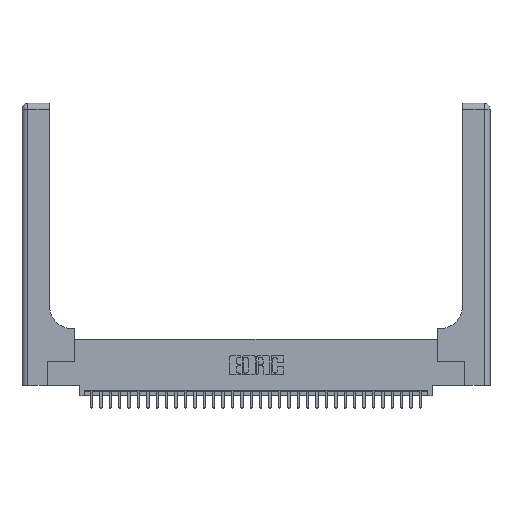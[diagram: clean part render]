
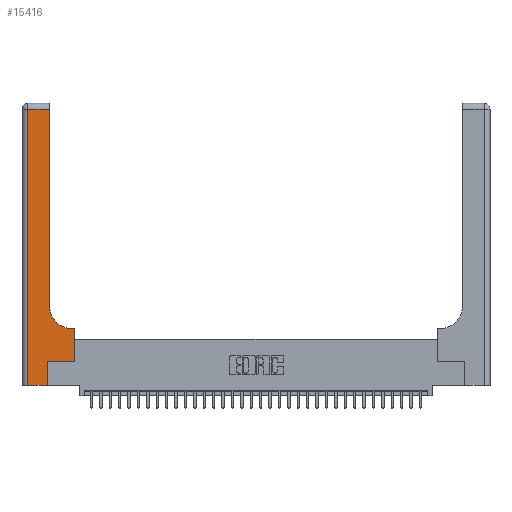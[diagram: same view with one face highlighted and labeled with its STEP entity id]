
A CAD part, top view. The second image highlights one B-rep face of the part: STEP entity #15416.
In plain terms, the highlighted planar face has unit normal (0, 0, 1).
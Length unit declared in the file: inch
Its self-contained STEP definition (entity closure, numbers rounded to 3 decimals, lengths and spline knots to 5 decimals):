
#542 = EDGE_LOOP ( 'NONE', ( #21075, #19358, #16559, #6332, #4135, #18823, #27908, #24131, #26679 ) ) ;
#980 = PLANE ( 'NONE',  #1808 ) ;
#1416 = VECTOR ( 'NONE', #5590, 39.37008 ) ;
#1808 = AXIS2_PLACEMENT_3D ( 'NONE', #8666, #11555, #16690 ) ;
#2061 = CARTESIAN_POINT ( 'NONE',  ( 0., 2.94, 0.37 ) ) ;
#2839 = FACE_OUTER_BOUND ( 'NONE', #542, .T. ) ;
#2884 = VERTEX_POINT ( 'NONE', #3899 ) ;
#3323 = AXIS2_PLACEMENT_3D ( 'NONE', #29032, #13008, #34403 ) ;
#3899 = CARTESIAN_POINT ( 'NONE',  ( 0.2915, 0.85, 0.37 ) ) ;
#4135 = ORIENTED_EDGE ( 'NONE', *, *, #10601, .T. ) ;
#4754 = LINE ( 'NONE', #14795, #12221 ) ;
#4969 = EDGE_CURVE ( 'NONE', #6094, #16321, #6495, .T. ) ;
#5590 = DIRECTION ( 'NONE',  ( 0., 1., 0. ) ) ;
#5897 = DIRECTION ( 'NONE',  ( 0., -1., 0. ) ) ;
#6094 = VERTEX_POINT ( 'NONE', #25273 ) ;
#6332 = ORIENTED_EDGE ( 'NONE', *, *, #4969, .T. ) ;
#6495 = LINE ( 'NONE', #11437, #11917 ) ;
#7798 = EDGE_CURVE ( 'NONE', #13986, #6094, #4754, .T. ) ;
#8463 = LINE ( 'NONE', #16632, #1416 ) ;
#8666 = CARTESIAN_POINT ( 'NONE',  ( 0., 3., 0.37 ) ) ;
#8702 = LINE ( 'NONE', #14634, #29098 ) ;
#8849 = DIRECTION ( 'NONE',  ( 0., 1., 0. ) ) ;
#9382 = VERTEX_POINT ( 'NONE', #22331 ) ;
#9525 = VECTOR ( 'NONE', #8849, 39.37008 ) ;
#10601 = EDGE_CURVE ( 'NONE', #16321, #21172, #19060, .T. ) ;
#11437 = CARTESIAN_POINT ( 'NONE',  ( 0., 0., 0.37 ) ) ;
#11555 = DIRECTION ( 'NONE',  ( 0., 0., -1. ) ) ;
#11917 = VECTOR ( 'NONE', #26952, 39.37008 ) ;
#12221 = VECTOR ( 'NONE', #5897, 39.37008 ) ;
#12266 = EDGE_CURVE ( 'NONE', #30760, #24767, #28007, .T. ) ;
#13008 = DIRECTION ( 'NONE',  ( 0., 0., -1. ) ) ;
#13625 = CIRCLE ( 'NONE', #3323, 0.25 ) ;
#13986 = VERTEX_POINT ( 'NONE', #19752 ) ;
#14634 = CARTESIAN_POINT ( 'NONE',  ( 0.269, 0.25, 0.37 ) ) ;
#14795 = CARTESIAN_POINT ( 'NONE',  ( 0.06, 3., 0.37 ) ) ;
#15236 = CARTESIAN_POINT ( 'NONE',  ( 0.2915, 0.6, 0.37 ) ) ;
#15416 = ADVANCED_FACE ( 'NONE', ( #2839 ), #980, .F. ) ;
#16234 = CARTESIAN_POINT ( 'NONE',  ( 0.5585, 0.6, 0.37 ) ) ;
#16321 = VERTEX_POINT ( 'NONE', #30022 ) ;
#16441 = EDGE_CURVE ( 'NONE', #24767, #2884, #13625, .T. ) ;
#16559 = ORIENTED_EDGE ( 'NONE', *, *, #7798, .T. ) ;
#16632 = CARTESIAN_POINT ( 'NONE',  ( 0.2915, 3., 0.37 ) ) ;
#16690 = DIRECTION ( 'NONE',  ( -1., 0., 0. ) ) ;
#18823 = ORIENTED_EDGE ( 'NONE', *, *, #20198, .T. ) ;
#19060 = LINE ( 'NONE', #34260, #9525 ) ;
#19358 = ORIENTED_EDGE ( 'NONE', *, *, #21321, .T. ) ;
#19752 = CARTESIAN_POINT ( 'NONE',  ( 0.06, 2.94, 0.37 ) ) ;
#20078 = LINE ( 'NONE', #21257, #27517 ) ;
#20135 = VECTOR ( 'NONE', #28559, 39.37008 ) ;
#20198 = EDGE_CURVE ( 'NONE', #21172, #9382, #8702, .T. ) ;
#21075 = ORIENTED_EDGE ( 'NONE', *, *, #26016, .T. ) ;
#21172 = VERTEX_POINT ( 'NONE', #26203 ) ;
#21257 = CARTESIAN_POINT ( 'NONE',  ( 0.5585, 0.25, 0.37 ) ) ;
#21321 = EDGE_CURVE ( 'NONE', #26202, #13986, #24384, .T. ) ;
#21573 = DIRECTION ( 'NONE',  ( 0., 1., 0. ) ) ;
#22331 = CARTESIAN_POINT ( 'NONE',  ( 0.5585, 0.25, 0.37 ) ) ;
#24131 = ORIENTED_EDGE ( 'NONE', *, *, #12266, .T. ) ;
#24384 = LINE ( 'NONE', #2061, #30241 ) ;
#24767 = VERTEX_POINT ( 'NONE', #29251 ) ;
#25273 = CARTESIAN_POINT ( 'NONE',  ( 0.06, 0., 0.37 ) ) ;
#26016 = EDGE_CURVE ( 'NONE', #2884, #26202, #8463, .T. ) ;
#26202 = VERTEX_POINT ( 'NONE', #27398 ) ;
#26203 = CARTESIAN_POINT ( 'NONE',  ( 0.269, 0.25, 0.37 ) ) ;
#26679 = ORIENTED_EDGE ( 'NONE', *, *, #16441, .T. ) ;
#26952 = DIRECTION ( 'NONE',  ( 1., 0., 0. ) ) ;
#27398 = CARTESIAN_POINT ( 'NONE',  ( 0.2915, 2.94, 0.37 ) ) ;
#27517 = VECTOR ( 'NONE', #21573, 39.37008 ) ;
#27708 = DIRECTION ( 'NONE',  ( 1., 0., 0. ) ) ;
#27908 = ORIENTED_EDGE ( 'NONE', *, *, #33012, .T. ) ;
#28007 = LINE ( 'NONE', #15236, #20135 ) ;
#28559 = DIRECTION ( 'NONE',  ( -1., 0., 0. ) ) ;
#29032 = CARTESIAN_POINT ( 'NONE',  ( 0.5415, 0.85, 0.37 ) ) ;
#29098 = VECTOR ( 'NONE', #27708, 39.37008 ) ;
#29251 = CARTESIAN_POINT ( 'NONE',  ( 0.5415, 0.6, 0.37 ) ) ;
#30022 = CARTESIAN_POINT ( 'NONE',  ( 0.269, 0., 0.37 ) ) ;
#30241 = VECTOR ( 'NONE', #34139, 39.37008 ) ;
#30760 = VERTEX_POINT ( 'NONE', #16234 ) ;
#33012 = EDGE_CURVE ( 'NONE', #9382, #30760, #20078, .T. ) ;
#34139 = DIRECTION ( 'NONE',  ( -1., 0., 0. ) ) ;
#34260 = CARTESIAN_POINT ( 'NONE',  ( 0.269, 0., 0.37 ) ) ;
#34403 = DIRECTION ( 'NONE',  ( 1., 0., 0. ) ) ;
